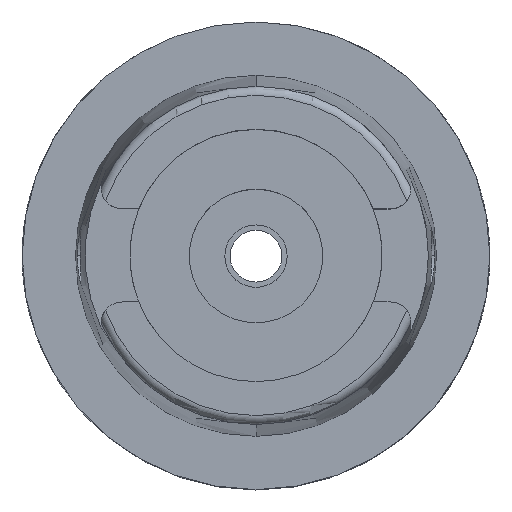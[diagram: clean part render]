
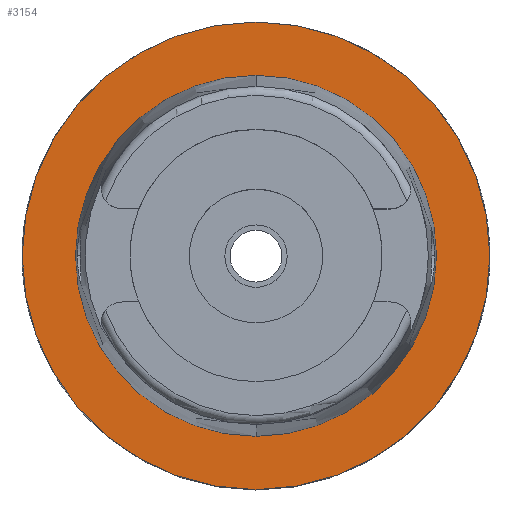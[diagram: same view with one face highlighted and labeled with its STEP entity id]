
A CAD part, top view. The second image highlights one B-rep face of the part: STEP entity #3154.
In plain terms, the highlighted planar face has unit normal (0, 0, 1).
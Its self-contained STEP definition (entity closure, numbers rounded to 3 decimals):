
#667=CARTESIAN_POINT('',(0.,0.,0.));
#668=DIRECTION('',(0.,0.,-1.));
#669=DIRECTION('',(0.,-1.,0.));
#670=AXIS2_PLACEMENT_3D('',#667,#668,#669);
#675=CARTESIAN_POINT('',(0.,0.,0.));
#676=DIRECTION('',(0.,0.,-1.));
#677=DIRECTION('',(0.,1.,0.));
#678=AXIS2_PLACEMENT_3D('',#675,#676,#677);
#683=CARTESIAN_POINT('',(0.,0.,0.));
#684=DIRECTION('',(0.,0.,1.));
#685=DIRECTION('',(0.,-1.,0.));
#686=AXIS2_PLACEMENT_3D('',#683,#684,#685);
#691=CARTESIAN_POINT('',(0.,0.,0.));
#692=DIRECTION('',(0.,0.,1.));
#693=DIRECTION('',(0.,1.,0.));
#694=AXIS2_PLACEMENT_3D('',#691,#692,#693);
#2474=CARTESIAN_POINT('',(0.,-24.315,0.));
#2475=VERTEX_POINT('',#2474);
#2476=CARTESIAN_POINT('',(0.,24.315,0.));
#2477=VERTEX_POINT('',#2476);
#2740=CARTESIAN_POINT('',(0.,31.5,0.));
#2741=VERTEX_POINT('',#2740);
#2742=CARTESIAN_POINT('',(0.,-31.5,0.));
#2743=VERTEX_POINT('',#2742);
#3139=CARTESIAN_POINT('',(0.,0.,0.));
#3140=DIRECTION('',(0.,0.,1.));
#3141=DIRECTION('',(0.,1.,0.));
#3142=AXIS2_PLACEMENT_3D('',#3139,#3140,#3141);
#3143=PLANE('',#3142);
#3145=ORIENTED_EDGE('',*,*,#3144,.T.);
#3147=ORIENTED_EDGE('',*,*,#3146,.T.);
#3148=EDGE_LOOP('',(#3145,#3147));
#3149=FACE_OUTER_BOUND('',#3148,.F.);
#3150=ORIENTED_EDGE('',*,*,#3112,.T.);
#3151=ORIENTED_EDGE('',*,*,#3074,.T.);
#3152=EDGE_LOOP('',(#3150,#3151));
#3153=FACE_BOUND('',#3152,.F.);
#671=CIRCLE('',#670,31.5);
#679=CIRCLE('',#678,31.5);
#687=CIRCLE('',#686,24.315);
#695=CIRCLE('',#694,24.315);
#3074=EDGE_CURVE('',#2477,#2475,#695,.T.);
#3112=EDGE_CURVE('',#2475,#2477,#687,.T.);
#3144=EDGE_CURVE('',#2743,#2741,#671,.T.);
#3146=EDGE_CURVE('',#2741,#2743,#679,.T.);
#3154=ADVANCED_FACE('',(#3149,#3153),#3143,.T.);
